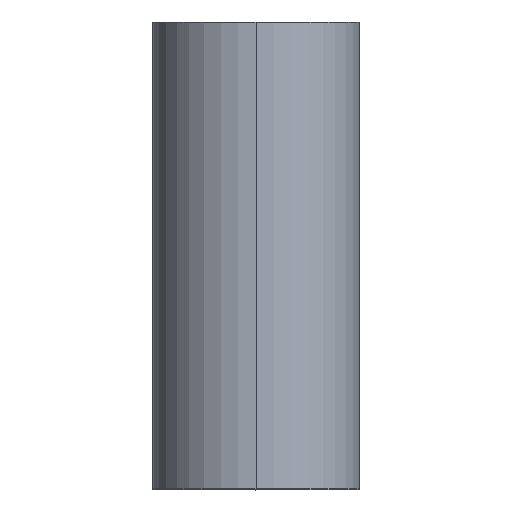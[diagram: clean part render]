
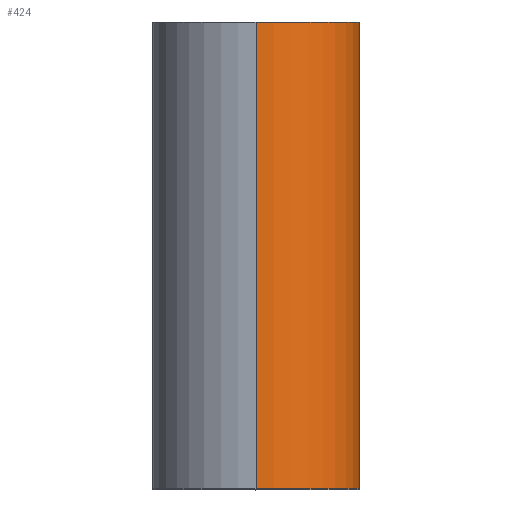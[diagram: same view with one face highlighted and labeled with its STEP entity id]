
A CAD part, top view. The second image highlights one B-rep face of the part: STEP entity #424.
In plain terms, the highlighted cylindrical face has radius 5 mm (diameter 10 mm), a partial arc.
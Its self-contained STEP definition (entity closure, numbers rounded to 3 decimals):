
#4 = AXIS2_PLACEMENT_3D ( 'NONE', #118, #473, #443 ) ;
#13 = VERTEX_POINT ( 'NONE', #447 ) ;
#14 = CARTESIAN_POINT ( 'NONE',  ( 0., 0., 8.5 ) ) ;
#18 = ORIENTED_EDGE ( 'NONE', *, *, #411, .F. ) ;
#20 = VERTEX_POINT ( 'NONE', #274 ) ;
#21 = CARTESIAN_POINT ( 'NONE',  ( 5., 22.5, 13.5 ) ) ;
#23 = VECTOR ( 'NONE', #507, 1000. ) ;
#35 = CARTESIAN_POINT ( 'NONE',  ( 0., 0., 18.5 ) ) ;
#56 = CIRCLE ( 'NONE', #61, 5. ) ;
#61 = AXIS2_PLACEMENT_3D ( 'NONE', #62, #188, #173 ) ;
#62 = CARTESIAN_POINT ( 'NONE',  ( 0., 22.5, 13.5 ) ) ;
#64 = EDGE_CURVE ( 'NONE', #280, #291, #385, .T. ) ;
#79 = CARTESIAN_POINT ( 'NONE',  ( 0., 22.5, 18.5 ) ) ;
#95 = LINE ( 'NONE', #21, #23 ) ;
#102 = CARTESIAN_POINT ( 'NONE',  ( 0., 22.5, 8.5 ) ) ;
#118 = CARTESIAN_POINT ( 'NONE',  ( 0., 22.5, 13.5 ) ) ;
#128 = CARTESIAN_POINT ( 'NONE',  ( 0., 22.5, 18.5 ) ) ;
#150 = CARTESIAN_POINT ( 'NONE',  ( 0., 0., 13.5 ) ) ;
#152 = AXIS2_PLACEMENT_3D ( 'NONE', #150, #538, #421 ) ;
#173 = DIRECTION ( 'NONE',  ( 0., 0., 1. ) ) ;
#174 = DIRECTION ( 'NONE',  ( 0., -1., 0. ) ) ;
#185 = DIRECTION ( 'NONE',  ( 0., -1., 0. ) ) ;
#187 = LINE ( 'NONE', #102, #450 ) ;
#188 = DIRECTION ( 'NONE',  ( 0., 1., 0. ) ) ;
#224 = EDGE_CURVE ( 'NONE', #20, #13, #95, .T. ) ;
#225 = CARTESIAN_POINT ( 'NONE',  ( 0., 19.5, 13.5 ) ) ;
#231 = DIRECTION ( 'NONE',  ( 0., 1., 0. ) ) ;
#274 = CARTESIAN_POINT ( 'NONE',  ( 5., 22.5, 13.5 ) ) ;
#277 = ORIENTED_EDGE ( 'NONE', *, *, #537, .F. ) ;
#280 = VERTEX_POINT ( 'NONE', #79 ) ;
#285 = CIRCLE ( 'NONE', #152, 5. ) ;
#291 = VERTEX_POINT ( 'NONE', #35 ) ;
#331 = CARTESIAN_POINT ( 'NONE',  ( 0., 19.5, 8.5 ) ) ;
#340 = CYLINDRICAL_SURFACE ( 'NONE', #4, 5. ) ;
#361 = AXIS2_PLACEMENT_3D ( 'NONE', #225, #231, #520 ) ;
#376 = ORIENTED_EDGE ( 'NONE', *, *, #483, .F. ) ;
#379 = EDGE_LOOP ( 'NONE', ( #376, #420, #382, #277, #18, #417 ) ) ;
#382 = ORIENTED_EDGE ( 'NONE', *, *, #563, .T. ) ;
#385 = LINE ( 'NONE', #128, #525 ) ;
#411 = EDGE_CURVE ( 'NONE', #13, #562, #517, .T. ) ;
#417 = ORIENTED_EDGE ( 'NONE', *, *, #224, .F. ) ;
#420 = ORIENTED_EDGE ( 'NONE', *, *, #64, .T. ) ;
#421 = DIRECTION ( 'NONE',  ( 0., 0., 1. ) ) ;
#424 = ADVANCED_FACE ( 'NONE', ( #462 ), #340, .T. ) ;
#443 = DIRECTION ( 'NONE',  ( 0., 0., -1. ) ) ;
#447 = CARTESIAN_POINT ( 'NONE',  ( 5., 19.5, 13.5 ) ) ;
#450 = VECTOR ( 'NONE', #185, 1000. ) ;
#462 = FACE_OUTER_BOUND ( 'NONE', #379, .T. ) ;
#473 = DIRECTION ( 'NONE',  ( 0., -1., 0. ) ) ;
#483 = EDGE_CURVE ( 'NONE', #280, #20, #56, .T. ) ;
#497 = VERTEX_POINT ( 'NONE', #14 ) ;
#507 = DIRECTION ( 'NONE',  ( 0., -1., 0. ) ) ;
#517 = CIRCLE ( 'NONE', #361, 5. ) ;
#520 = DIRECTION ( 'NONE',  ( 0., 0., -1. ) ) ;
#525 = VECTOR ( 'NONE', #174, 1000. ) ;
#537 = EDGE_CURVE ( 'NONE', #562, #497, #187, .T. ) ;
#538 = DIRECTION ( 'NONE',  ( 0., 1., 0. ) ) ;
#562 = VERTEX_POINT ( 'NONE', #331 ) ;
#563 = EDGE_CURVE ( 'NONE', #291, #497, #285, .T. ) ;
